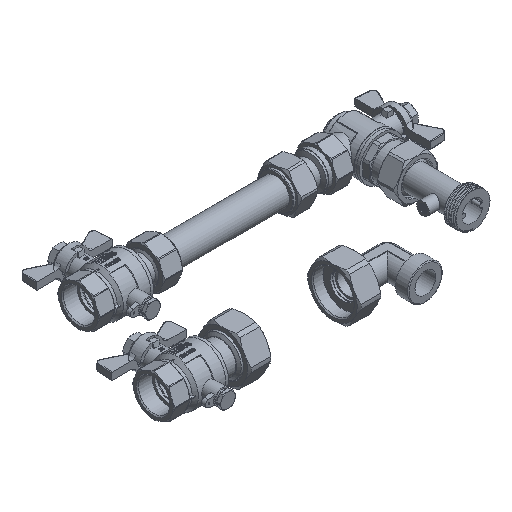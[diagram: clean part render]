
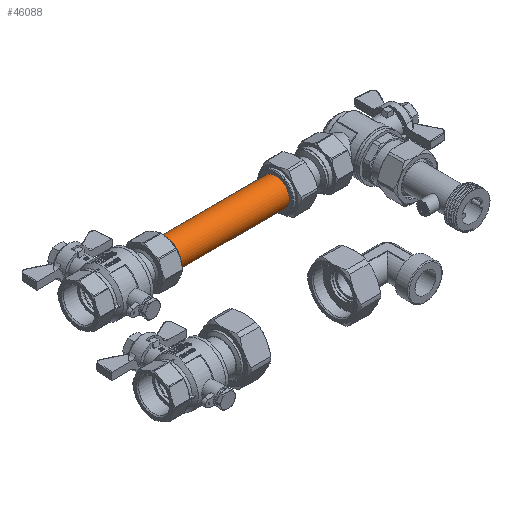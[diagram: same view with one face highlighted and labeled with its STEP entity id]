
A CAD part, isometric view. The second image highlights one B-rep face of the part: STEP entity #46088.
In plain terms, the highlighted cylindrical face has radius 13 mm (diameter 26 mm), a full revolution.
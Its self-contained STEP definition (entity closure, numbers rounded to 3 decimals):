
#3847=CYLINDRICAL_SURFACE('',#52620,13.);
#4560=CIRCLE('',#52621,13.);
#4561=CIRCLE('',#52622,13.);
#11743=ORIENTED_EDGE('',*,*,#22507,.F.);
#11744=ORIENTED_EDGE('',*,*,#22508,.T.);
#22507=EDGE_CURVE('',#28444,#28444,#4560,.T.);
#22508=EDGE_CURVE('',#28445,#28445,#4561,.T.);
#28444=VERTEX_POINT('',#83781);
#28445=VERTEX_POINT('',#83783);
#37733=EDGE_LOOP('',(#11743));
#37734=EDGE_LOOP('',(#11744));
#40959=FACE_BOUND('',#37733,.T.);
#40960=FACE_BOUND('',#37734,.T.);
#46088=ADVANCED_FACE('',(#40959,#40960),#3847,.T.);
#52620=AXIS2_PLACEMENT_3D('',#83779,#63428,#63429);
#52621=AXIS2_PLACEMENT_3D('',#83780,#63430,#63431);
#52622=AXIS2_PLACEMENT_3D('',#83782,#63432,#63433);
#63428=DIRECTION('',(-1.,0.,0.));
#63429=DIRECTION('',(0.,1.,0.));
#63430=DIRECTION('',(-1.,0.,0.));
#63431=DIRECTION('',(0.,1.,0.));
#63432=DIRECTION('',(-1.,0.,0.));
#63433=DIRECTION('',(0.,1.,0.));
#83779=CARTESIAN_POINT('',(48.55,0.,-11.));
#83780=CARTESIAN_POINT('',(48.8,0.,-11.));
#83781=CARTESIAN_POINT('',(48.8,13.,-11.));
#83782=CARTESIAN_POINT('',(154.821,0.,-11.));
#83783=CARTESIAN_POINT('',(154.821,13.,-11.));
